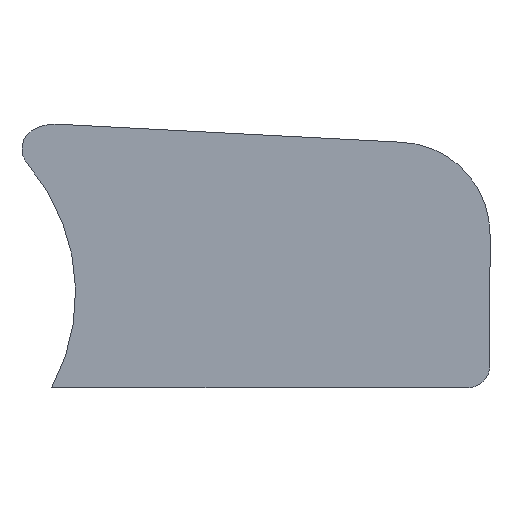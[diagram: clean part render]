
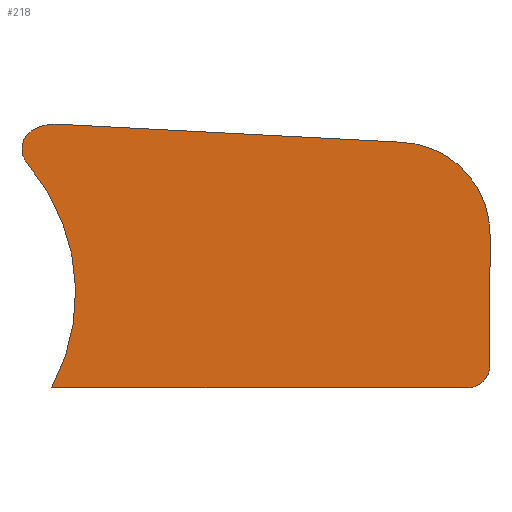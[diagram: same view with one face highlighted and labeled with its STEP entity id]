
A CAD part, top view. The second image highlights one B-rep face of the part: STEP entity #218.
In plain terms, the highlighted planar face has unit normal (0, 0, 1).
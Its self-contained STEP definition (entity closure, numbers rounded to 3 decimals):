
#28 = VERTEX_POINT ( 'NONE', #337 ) ;
#50 = EDGE_CURVE ( 'NONE', #28, #168, #399, .T. ) ;
#68 = EDGE_CURVE ( 'NONE', #168, #105, #426, .T. ) ;
#94 = EDGE_CURVE ( 'NONE', #100, #112, #465, .T. ) ;
#100 = VERTEX_POINT ( 'NONE', #471 ) ;
#105 = VERTEX_POINT ( 'NONE', #508 ) ;
#112 = VERTEX_POINT ( 'NONE', #483 ) ;
#113 = EDGE_CURVE ( 'NONE', #112, #28, #480, .T. ) ;
#168 = VERTEX_POINT ( 'NONE', #614 ) ;
#197 = EDGE_CURVE ( 'NONE', #233, #235, #633, .T. ) ;
#201 = VERTEX_POINT ( 'NONE', #654 ) ;
#216 = ORIENTED_EDGE ( 'NONE', *, *, #253, .F. ) ;
#218 = ADVANCED_FACE ( 'NONE', ( #568 ), #546, .T. ) ;
#220 = EDGE_CURVE ( 'NONE', #235, #100, #566, .T. ) ;
#223 = ORIENTED_EDGE ( 'NONE', *, *, #220, .F. ) ;
#225 = EDGE_CURVE ( 'NONE', #229, #201, #580, .T. ) ;
#227 = EDGE_CURVE ( 'NONE', #105, #229, #567, .T. ) ;
#229 = VERTEX_POINT ( 'NONE', #581 ) ;
#233 = VERTEX_POINT ( 'NONE', #576 ) ;
#235 = VERTEX_POINT ( 'NONE', #681 ) ;
#253 = EDGE_CURVE ( 'NONE', #201, #233, #690, .T. ) ;
#257 = ORIENTED_EDGE ( 'NONE', *, *, #227, .F. ) ;
#258 = ORIENTED_EDGE ( 'NONE', *, *, #68, .F. ) ;
#259 = EDGE_LOOP ( 'NONE', ( #223, #277, #216, #267, #257, #258, #269, #268, #276 ) ) ;
#267 = ORIENTED_EDGE ( 'NONE', *, *, #225, .F. ) ;
#268 = ORIENTED_EDGE ( 'NONE', *, *, #113, .F. ) ;
#269 = ORIENTED_EDGE ( 'NONE', *, *, #50, .F. ) ;
#276 = ORIENTED_EDGE ( 'NONE', *, *, #94, .F. ) ;
#277 = ORIENTED_EDGE ( 'NONE', *, *, #197, .F. ) ;
#333 = CARTESIAN_POINT ( 'NONE',  ( 35.967, 31.026, 1.5 ) ) ;
#334 = AXIS2_PLACEMENT_3D ( 'NONE', #333, #371, #378 ) ;
#337 = CARTESIAN_POINT ( 'NONE',  ( 37.524, -20.325, 1.5 ) ) ;
#371 = DIRECTION ( 'NONE',  ( 0., 0., -1. ) ) ;
#378 = DIRECTION ( 'NONE',  ( -1., 0., 0. ) ) ;
#390 = DIRECTION ( 'NONE',  ( -1., 0., 0. ) ) ;
#391 = DIRECTION ( 'NONE',  ( 0., 0., 1. ) ) ;
#392 = CARTESIAN_POINT ( 'NONE',  ( 0., 0., 1.5 ) ) ;
#393 = AXIS2_PLACEMENT_3D ( 'NONE', #392, #391, #390 ) ;
#399 = CIRCLE ( 'NONE', #393, 42.675 ) ;
#415 = AXIS2_PLACEMENT_3D ( 'NONE', #421, #427, #422 ) ;
#421 = CARTESIAN_POINT ( 'NONE',  ( 35.967, 31.026, 1.5 ) ) ;
#422 = DIRECTION ( 'NONE',  ( -1., 0., 0. ) ) ;
#426 = CIRCLE ( 'NONE', #415, 4.825 ) ;
#427 = DIRECTION ( 'NONE',  ( 0., 0., -1. ) ) ;
#451 = DIRECTION ( 'NONE',  ( -1., 0., 0. ) ) ;
#452 = DIRECTION ( 'NONE',  ( 0., 0., -1. ) ) ;
#453 = AXIS2_PLACEMENT_3D ( 'NONE', #457, #452, #451 ) ;
#457 = CARTESIAN_POINT ( 'NONE',  ( 127., -15.5, 1.5 ) ) ;
#465 = CIRCLE ( 'NONE', #453, 4.825 ) ;
#471 = CARTESIAN_POINT ( 'NONE',  ( 131.825, -15.5, 1.5 ) ) ;
#477 = DIRECTION ( 'NONE',  ( -1., 0., 0. ) ) ;
#478 = VECTOR ( 'NONE', #477, 1000. ) ;
#479 = CARTESIAN_POINT ( 'NONE',  ( 127., -20.325, 1.5 ) ) ;
#480 = LINE ( 'NONE', #479, #478 ) ;
#483 = CARTESIAN_POINT ( 'NONE',  ( 127., -20.325, 1.5 ) ) ;
#508 = CARTESIAN_POINT ( 'NONE',  ( 31.142, 31.026, 1.5 ) ) ;
#537 = AXIS2_PLACEMENT_3D ( 'NONE', #564, #563, #562 ) ;
#546 = PLANE ( 'NONE',  #537 ) ;
#552 = CARTESIAN_POINT ( 'NONE',  ( 112., 12.691, 1.5 ) ) ;
#562 = DIRECTION ( 'NONE',  ( 1., 0., 0. ) ) ;
#563 = DIRECTION ( 'NONE',  ( 0., 0., 1. ) ) ;
#564 = CARTESIAN_POINT ( 'NONE',  ( 0., 0., 1.5 ) ) ;
#565 = CARTESIAN_POINT ( 'NONE',  ( 131.825, 12.691, 1.5 ) ) ;
#566 = LINE ( 'NONE', #565, #583 ) ;
#567 = CIRCLE ( 'NONE', #334, 4.825 ) ;
#568 = FACE_OUTER_BOUND ( 'NONE', #259, .T. ) ;
#576 = CARTESIAN_POINT ( 'NONE',  ( 113.038, 32.489, 1.5 ) ) ;
#577 = DIRECTION ( 'NONE',  ( -1., 0., 0. ) ) ;
#578 = DIRECTION ( 'NONE',  ( 0., 0., -1. ) ) ;
#579 = CARTESIAN_POINT ( 'NONE',  ( 38.236, 26.571, 1.5 ) ) ;
#580 = CIRCLE ( 'NONE', #655, 9.825 ) ;
#581 = CARTESIAN_POINT ( 'NONE',  ( 33.778, 35.326, 1.5 ) ) ;
#582 = DIRECTION ( 'NONE',  ( 0., -1., 0. ) ) ;
#583 = VECTOR ( 'NONE', #582, 1000. ) ;
#588 = DIRECTION ( 'NONE',  ( -1., 0., 0. ) ) ;
#589 = DIRECTION ( 'NONE',  ( 0., 0., -1. ) ) ;
#590 = AXIS2_PLACEMENT_3D ( 'NONE', #552, #589, #588 ) ;
#614 = CARTESIAN_POINT ( 'NONE',  ( 32.314, 27.875, 1.5 ) ) ;
#633 = CIRCLE ( 'NONE', #590, 19.825 ) ;
#654 = CARTESIAN_POINT ( 'NONE',  ( 38.75, 36.382, 1.5 ) ) ;
#655 = AXIS2_PLACEMENT_3D ( 'NONE', #579, #578, #577 ) ;
#671 = CARTESIAN_POINT ( 'NONE',  ( 38.75, 36.382, 1.5 ) ) ;
#681 = CARTESIAN_POINT ( 'NONE',  ( 131.825, 12.691, 1.5 ) ) ;
#686 = DIRECTION ( 'NONE',  ( 0.999, -0.052, 0. ) ) ;
#687 = VECTOR ( 'NONE', #686, 1000. ) ;
#690 = LINE ( 'NONE', #671, #687 ) ;
